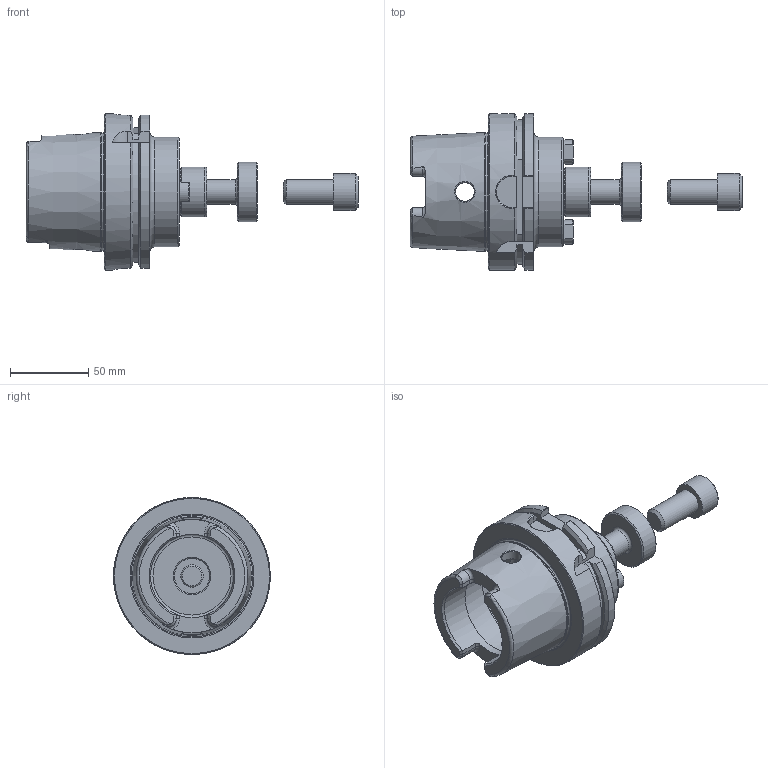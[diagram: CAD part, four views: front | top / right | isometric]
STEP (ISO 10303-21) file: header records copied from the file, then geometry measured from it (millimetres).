
FILE_DESCRIPTION((''),'2;1');
FILE_NAME('H100-12SM1.stp','2014-08-07T09:25:24',('kaykin'),(''),'Autodesk Inventor 2012','Autodesk Inventor 2012','');
FILE_SCHEMA(('AUTOMOTIVE_DESIGN { 1 0 10303 214 1 1 1 1 }'));
Length unit declared in the file: inch
Products named in the file (5): H100-12SM1; 12KY; 12LS; 028-193
Assembly tree (5 placements, depth 2):
  H100-12SM1
    H100-12SM1
    12KY  x2
    12LS
    028-193
Bounding box: 211.59 x 100 x 100 mm (x, y, z)
Volume: 363160.1 mm3; surface area: 70600.1 mm2
Topology: 5 solids, 5 shells, 210 faces, 498 edges, 313 vertices
Faces by surface type: plane 79, cylinder 54, cone 49, torus 17, bspline 11
Full cylindrical faces by diameter (mm): 4.826 x2, 7.925 x1, 10 x1, 11.938 x2, 12 x2, 12.522 x2, 12.687 x2, 12.827 x2, 14.351 x1, 15.748 x1, 15.875 x1, 16.764 x1, 22.377 x1, 23.622 x1, 25.016 x1, 30.216 x1, 31.74 x1, 38.1 x1, 53 x2, 63 x1, 69.85 x1, 75.364 x1, 100 x1
Entity records: 6172 total; most frequent: CARTESIAN_POINT 1938, DIRECTION 809, ORIENTED_EDGE 762, EDGE_CURVE 381, AXIS2_PLACEMENT_3D 341, EDGE_LOOP 275, VERTEX_POINT 272, FACE_OUTER_BOUND 192
